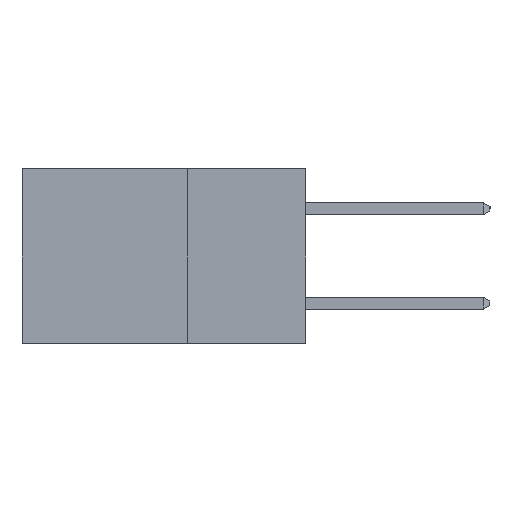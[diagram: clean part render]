
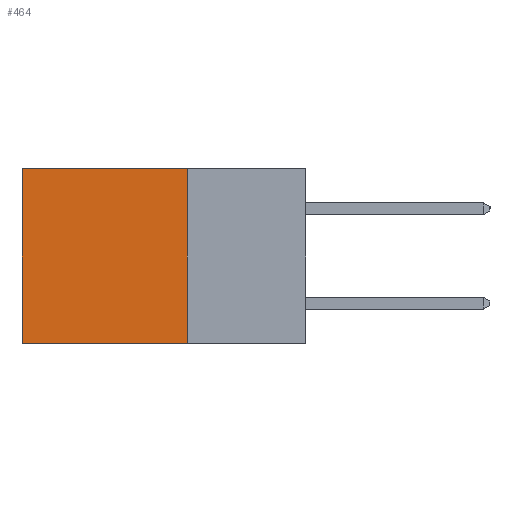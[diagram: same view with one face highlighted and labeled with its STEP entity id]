
A CAD part, left-side view. The second image highlights one B-rep face of the part: STEP entity #464.
In plain terms, the highlighted planar face has unit normal (-1, 0, 0).
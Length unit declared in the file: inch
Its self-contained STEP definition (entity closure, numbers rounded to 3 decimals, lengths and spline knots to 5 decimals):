
#464 = ADVANCED_FACE ( 'NONE', ( #17100 ), #5008, .F. ) ;
#1914 = LINE ( 'NONE', #10099, #8370 ) ;
#2573 = ORIENTED_EDGE ( 'NONE', *, *, #16851, .F. ) ;
#2585 = EDGE_CURVE ( 'NONE', #15198, #7042, #14960, .T. ) ;
#3046 = ORIENTED_EDGE ( 'NONE', *, *, #10379, .T. ) ;
#3511 = VECTOR ( 'NONE', #10662, 39.37008 ) ;
#5008 = PLANE ( 'NONE',  #11381 ) ;
#5298 = VERTEX_POINT ( 'NONE', #12514 ) ;
#5840 = DIRECTION ( 'NONE',  ( 0., 0., -1. ) ) ;
#6092 = CARTESIAN_POINT ( 'NONE',  ( 0.2615, 0.25, -0.37 ) ) ;
#6484 = LINE ( 'NONE', #15962, #3511 ) ;
#7042 = VERTEX_POINT ( 'NONE', #13165 ) ;
#7324 = DIRECTION ( 'NONE',  ( 0., 1., 0. ) ) ;
#8370 = VECTOR ( 'NONE', #7324, 39.37008 ) ;
#8828 = LINE ( 'NONE', #16988, #14593 ) ;
#9539 = VERTEX_POINT ( 'NONE', #6092 ) ;
#10099 = CARTESIAN_POINT ( 'NONE',  ( 0.2615, 0.25, -0.37 ) ) ;
#10379 = EDGE_CURVE ( 'NONE', #5298, #15198, #6484, .T. ) ;
#10416 = VECTOR ( 'NONE', #5840, 39.37008 ) ;
#10436 = DIRECTION ( 'NONE',  ( 0., 0., -1. ) ) ;
#10662 = DIRECTION ( 'NONE',  ( 0., 1., 0. ) ) ;
#11381 = AXIS2_PLACEMENT_3D ( 'NONE', #15726, #11778, #10436 ) ;
#11778 = DIRECTION ( 'NONE',  ( 1., 0., 0. ) ) ;
#12514 = CARTESIAN_POINT ( 'NONE',  ( 0.2615, 0.25, 0. ) ) ;
#13162 = DIRECTION ( 'NONE',  ( 0., 0., -1. ) ) ;
#13165 = CARTESIAN_POINT ( 'NONE',  ( 0.2615, 0.6, -0.37 ) ) ;
#13212 = ORIENTED_EDGE ( 'NONE', *, *, #15922, .F. ) ;
#13574 = CARTESIAN_POINT ( 'NONE',  ( 0.2615, 0.6, -0.37 ) ) ;
#13699 = EDGE_LOOP ( 'NONE', ( #15928, #13212, #2573, #3046 ) ) ;
#14593 = VECTOR ( 'NONE', #13162, 39.37008 ) ;
#14886 = CARTESIAN_POINT ( 'NONE',  ( 0.2615, 0.6, 0. ) ) ;
#14960 = LINE ( 'NONE', #13574, #10416 ) ;
#15198 = VERTEX_POINT ( 'NONE', #14886 ) ;
#15726 = CARTESIAN_POINT ( 'NONE',  ( 0.2615, 0.25, -0.37 ) ) ;
#15922 = EDGE_CURVE ( 'NONE', #9539, #7042, #1914, .T. ) ;
#15928 = ORIENTED_EDGE ( 'NONE', *, *, #2585, .T. ) ;
#15962 = CARTESIAN_POINT ( 'NONE',  ( 0.2615, 0.25, 0. ) ) ;
#16851 = EDGE_CURVE ( 'NONE', #5298, #9539, #8828, .T. ) ;
#16988 = CARTESIAN_POINT ( 'NONE',  ( 0.2615, 0.25, -0.37 ) ) ;
#17100 = FACE_OUTER_BOUND ( 'NONE', #13699, .T. ) ;
